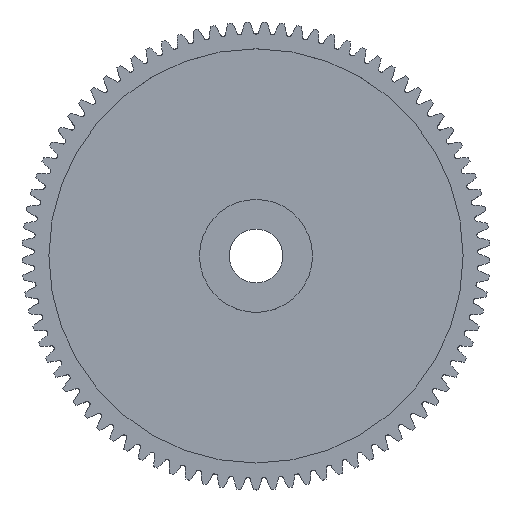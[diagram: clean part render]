
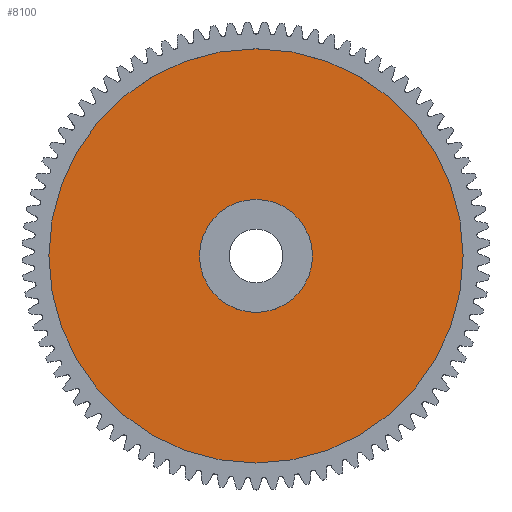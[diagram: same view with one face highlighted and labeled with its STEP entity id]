
A CAD part, top view. The second image highlights one B-rep face of the part: STEP entity #8100.
In plain terms, the highlighted planar face has unit normal (0, 0, 1).
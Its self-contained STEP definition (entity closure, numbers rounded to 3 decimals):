
#7965 = EDGE_LOOP ( 'NONE', ( #8102, #8146 ) ) ;
#8097 = EDGE_LOOP ( 'NONE', ( #8110, #8113 ) ) ;
#8100 = ADVANCED_FACE ( 'NONE', ( #18712, #18702 ), #18700, .F. ) ;
#8102 = ORIENTED_EDGE ( 'NONE', *, *, #8363, .T. ) ;
#8106 = EDGE_CURVE ( 'NONE', #8346, #8364, #18624, .T. ) ;
#8110 = ORIENTED_EDGE ( 'NONE', *, *, #8143, .F. ) ;
#8113 = ORIENTED_EDGE ( 'NONE', *, *, #8334, .F. ) ;
#8143 = EDGE_CURVE ( 'NONE', #8332, #8330, #18610, .T. ) ;
#8146 = ORIENTED_EDGE ( 'NONE', *, *, #8106, .T. ) ;
#8330 = VERTEX_POINT ( 'NONE', #19028 ) ;
#8332 = VERTEX_POINT ( 'NONE', #19021 ) ;
#8334 = EDGE_CURVE ( 'NONE', #8330, #8332, #19019, .T. ) ;
#8346 = VERTEX_POINT ( 'NONE', #19014 ) ;
#8363 = EDGE_CURVE ( 'NONE', #8364, #8346, #19055, .T. ) ;
#8364 = VERTEX_POINT ( 'NONE', #19053 ) ;
#18608 = AXIS2_PLACEMENT_3D ( 'NONE', #18745, #18742, #18741 ) ;
#18610 = CIRCLE ( 'NONE', #18608, 38.5 ) ;
#18617 = DIRECTION ( 'NONE',  ( -1., 0., 0. ) ) ;
#18618 = DIRECTION ( 'NONE',  ( 0., 0., -1. ) ) ;
#18619 = CARTESIAN_POINT ( 'NONE',  ( 0., 0., 6.8 ) ) ;
#18624 = CIRCLE ( 'NONE', #18715, 10.5 ) ;
#18692 = DIRECTION ( 'NONE',  ( -1., 0., 0. ) ) ;
#18693 = DIRECTION ( 'NONE',  ( 0., 0., -1. ) ) ;
#18694 = CARTESIAN_POINT ( 'NONE',  ( 0., 0., 6.8 ) ) ;
#18699 = AXIS2_PLACEMENT_3D ( 'NONE', #18694, #18693, #18692 ) ;
#18700 = PLANE ( 'NONE',  #18699 ) ;
#18702 = FACE_OUTER_BOUND ( 'NONE', #8097, .T. ) ;
#18712 = FACE_BOUND ( 'NONE', #7965, .T. ) ;
#18715 = AXIS2_PLACEMENT_3D ( 'NONE', #18619, #18618, #18617 ) ;
#18741 = DIRECTION ( 'NONE',  ( -1., 0., 0. ) ) ;
#18742 = DIRECTION ( 'NONE',  ( 0., 0., -1. ) ) ;
#18745 = CARTESIAN_POINT ( 'NONE',  ( 0., 0., 6.8 ) ) ;
#19014 = CARTESIAN_POINT ( 'NONE',  ( 10.5, 0., 6.8 ) ) ;
#19015 = DIRECTION ( 'NONE',  ( -1., 0., 0. ) ) ;
#19016 = DIRECTION ( 'NONE',  ( 0., 0., -1. ) ) ;
#19019 = CIRCLE ( 'NONE', #19036, 38.5 ) ;
#19021 = CARTESIAN_POINT ( 'NONE',  ( -38.5, 0., 6.8 ) ) ;
#19027 = CARTESIAN_POINT ( 'NONE',  ( 0., 0., 6.8 ) ) ;
#19028 = CARTESIAN_POINT ( 'NONE',  ( 38.5, 0., 6.8 ) ) ;
#19036 = AXIS2_PLACEMENT_3D ( 'NONE', #19027, #19016, #19015 ) ;
#19050 = DIRECTION ( 'NONE',  ( -1., 0., 0. ) ) ;
#19051 = DIRECTION ( 'NONE',  ( 0., 0., -1. ) ) ;
#19052 = CARTESIAN_POINT ( 'NONE',  ( 0., 0., 6.8 ) ) ;
#19053 = CARTESIAN_POINT ( 'NONE',  ( -10.5, 0., 6.8 ) ) ;
#19055 = CIRCLE ( 'NONE', #19059, 10.5 ) ;
#19059 = AXIS2_PLACEMENT_3D ( 'NONE', #19052, #19051, #19050 ) ;
